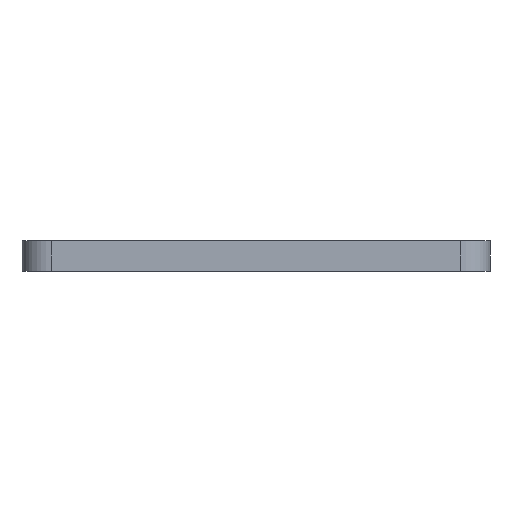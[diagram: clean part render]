
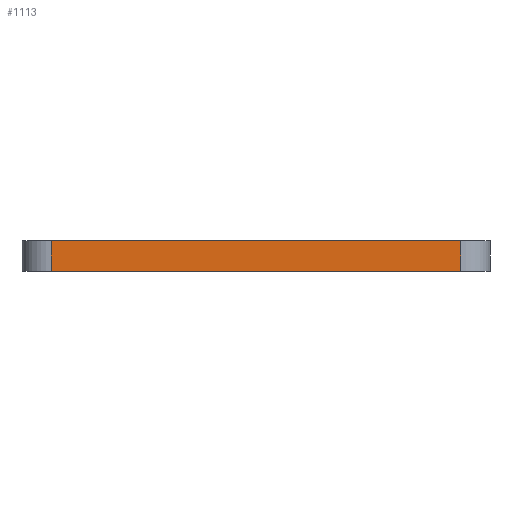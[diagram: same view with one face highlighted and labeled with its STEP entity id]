
A CAD part, left-side view. The second image highlights one B-rep face of the part: STEP entity #1113.
In plain terms, the highlighted planar face has unit normal (-1, 0, 0).
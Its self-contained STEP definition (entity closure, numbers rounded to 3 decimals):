
#55 = CYLINDRICAL_SURFACE('',#56,1.524);
#56 = AXIS2_PLACEMENT_3D('',#57,#58,#59);
#57 = CARTESIAN_POINT('',(106.68,-90.997,0.));
#58 = DIRECTION('',(-0.,-0.,-1.));
#59 = DIRECTION('',(1.,0.,-0.));
#83 = PLANE('',#84);
#84 = AXIS2_PLACEMENT_3D('',#85,#86,#87);
#85 = CARTESIAN_POINT('',(118.682,-101.729,1.6));
#86 = DIRECTION('',(-0.,-0.,-1.));
#87 = DIRECTION('',(-1.,0.,0.));
#137 = PLANE('',#138);
#138 = AXIS2_PLACEMENT_3D('',#139,#140,#141);
#139 = CARTESIAN_POINT('',(118.682,-101.729,0.));
#140 = DIRECTION('',(-0.,-0.,-1.));
#141 = DIRECTION('',(-1.,0.,0.));
#154 = VERTEX_POINT('',#155);
#155 = CARTESIAN_POINT('',(105.156,-90.997,1.6));
#181 = EDGE_CURVE('',#182,#154,#184,.T.);
#182 = VERTEX_POINT('',#183);
#183 = CARTESIAN_POINT('',(105.156,-90.997,0.));
#184 = SURFACE_CURVE('',#185,(#189,#196),.PCURVE_S1.);
#185 = LINE('',#186,#187);
#186 = CARTESIAN_POINT('',(105.156,-90.997,0.));
#187 = VECTOR('',#188,1.);
#188 = DIRECTION('',(0.,0.,1.));
#189 = PCURVE('',#55,#190);
#190 = DEFINITIONAL_REPRESENTATION('',(#191),#195);
#191 = LINE('',#192,#193);
#192 = CARTESIAN_POINT('',(-3.142,0.));
#193 = VECTOR('',#194,1.);
#194 = DIRECTION('',(-0.,-1.));
#195 = ( GEOMETRIC_REPRESENTATION_CONTEXT(2) 
PARAMETRIC_REPRESENTATION_CONTEXT() REPRESENTATION_CONTEXT('2D SPACE',''
  ) );
#196 = PCURVE('',#197,#202);
#197 = PLANE('',#198);
#198 = AXIS2_PLACEMENT_3D('',#199,#200,#201);
#199 = CARTESIAN_POINT('',(105.156,-112.46,0.));
#200 = DIRECTION('',(-1.,0.,0.));
#201 = DIRECTION('',(0.,1.,0.));
#202 = DEFINITIONAL_REPRESENTATION('',(#203),#207);
#203 = LINE('',#204,#205);
#204 = CARTESIAN_POINT('',(21.463,0.));
#205 = VECTOR('',#206,1.);
#206 = DIRECTION('',(0.,-1.));
#207 = ( GEOMETRIC_REPRESENTATION_CONTEXT(2) 
PARAMETRIC_REPRESENTATION_CONTEXT() REPRESENTATION_CONTEXT('2D SPACE',''
  ) );
#411 = VERTEX_POINT('',#412);
#412 = CARTESIAN_POINT('',(105.156,-112.46,0.));
#431 = CYLINDRICAL_SURFACE('',#432,1.524);
#432 = AXIS2_PLACEMENT_3D('',#433,#434,#435);
#433 = CARTESIAN_POINT('',(106.68,-112.46,0.));
#434 = DIRECTION('',(-0.,-0.,-1.));
#435 = DIRECTION('',(1.,0.,-0.));
#443 = EDGE_CURVE('',#411,#182,#444,.T.);
#444 = SURFACE_CURVE('',#445,(#449,#456),.PCURVE_S1.);
#445 = LINE('',#446,#447);
#446 = CARTESIAN_POINT('',(105.156,-112.46,0.));
#447 = VECTOR('',#448,1.);
#448 = DIRECTION('',(0.,1.,0.));
#449 = PCURVE('',#137,#450);
#450 = DEFINITIONAL_REPRESENTATION('',(#451),#455);
#451 = LINE('',#452,#453);
#452 = CARTESIAN_POINT('',(13.526,-10.731));
#453 = VECTOR('',#454,1.);
#454 = DIRECTION('',(0.,1.));
#455 = ( GEOMETRIC_REPRESENTATION_CONTEXT(2) 
PARAMETRIC_REPRESENTATION_CONTEXT() REPRESENTATION_CONTEXT('2D SPACE',''
  ) );
#456 = PCURVE('',#197,#457);
#457 = DEFINITIONAL_REPRESENTATION('',(#458),#462);
#458 = LINE('',#459,#460);
#459 = CARTESIAN_POINT('',(0.,0.));
#460 = VECTOR('',#461,1.);
#461 = DIRECTION('',(1.,0.));
#462 = ( GEOMETRIC_REPRESENTATION_CONTEXT(2) 
PARAMETRIC_REPRESENTATION_CONTEXT() REPRESENTATION_CONTEXT('2D SPACE',''
  ) );
#825 = VERTEX_POINT('',#826);
#826 = CARTESIAN_POINT('',(105.156,-112.46,1.6));
#852 = EDGE_CURVE('',#825,#154,#853,.T.);
#853 = SURFACE_CURVE('',#854,(#858,#865),.PCURVE_S1.);
#854 = LINE('',#855,#856);
#855 = CARTESIAN_POINT('',(105.156,-112.46,1.6));
#856 = VECTOR('',#857,1.);
#857 = DIRECTION('',(0.,1.,0.));
#858 = PCURVE('',#83,#859);
#859 = DEFINITIONAL_REPRESENTATION('',(#860),#864);
#860 = LINE('',#861,#862);
#861 = CARTESIAN_POINT('',(13.526,-10.731));
#862 = VECTOR('',#863,1.);
#863 = DIRECTION('',(0.,1.));
#864 = ( GEOMETRIC_REPRESENTATION_CONTEXT(2) 
PARAMETRIC_REPRESENTATION_CONTEXT() REPRESENTATION_CONTEXT('2D SPACE',''
  ) );
#865 = PCURVE('',#197,#866);
#866 = DEFINITIONAL_REPRESENTATION('',(#867),#871);
#867 = LINE('',#868,#869);
#868 = CARTESIAN_POINT('',(0.,-1.6));
#869 = VECTOR('',#870,1.);
#870 = DIRECTION('',(1.,0.));
#871 = ( GEOMETRIC_REPRESENTATION_CONTEXT(2) 
PARAMETRIC_REPRESENTATION_CONTEXT() REPRESENTATION_CONTEXT('2D SPACE',''
  ) );
#1113 = ADVANCED_FACE('',(#1114),#197,.T.);
#1114 = FACE_BOUND('',#1115,.T.);
#1115 = EDGE_LOOP('',(#1116,#1137,#1138,#1139));
#1116 = ORIENTED_EDGE('',*,*,#1117,.T.);
#1117 = EDGE_CURVE('',#411,#825,#1118,.T.);
#1118 = SURFACE_CURVE('',#1119,(#1123,#1130),.PCURVE_S1.);
#1119 = LINE('',#1120,#1121);
#1120 = CARTESIAN_POINT('',(105.156,-112.46,0.));
#1121 = VECTOR('',#1122,1.);
#1122 = DIRECTION('',(0.,0.,1.));
#1123 = PCURVE('',#197,#1124);
#1124 = DEFINITIONAL_REPRESENTATION('',(#1125),#1129);
#1125 = LINE('',#1126,#1127);
#1126 = CARTESIAN_POINT('',(0.,0.));
#1127 = VECTOR('',#1128,1.);
#1128 = DIRECTION('',(0.,-1.));
#1129 = ( GEOMETRIC_REPRESENTATION_CONTEXT(2) 
PARAMETRIC_REPRESENTATION_CONTEXT() REPRESENTATION_CONTEXT('2D SPACE',''
  ) );
#1130 = PCURVE('',#431,#1131);
#1131 = DEFINITIONAL_REPRESENTATION('',(#1132),#1136);
#1132 = LINE('',#1133,#1134);
#1133 = CARTESIAN_POINT('',(-3.142,0.));
#1134 = VECTOR('',#1135,1.);
#1135 = DIRECTION('',(-0.,-1.));
#1136 = ( GEOMETRIC_REPRESENTATION_CONTEXT(2) 
PARAMETRIC_REPRESENTATION_CONTEXT() REPRESENTATION_CONTEXT('2D SPACE',''
  ) );
#1137 = ORIENTED_EDGE('',*,*,#852,.T.);
#1138 = ORIENTED_EDGE('',*,*,#181,.F.);
#1139 = ORIENTED_EDGE('',*,*,#443,.F.);
